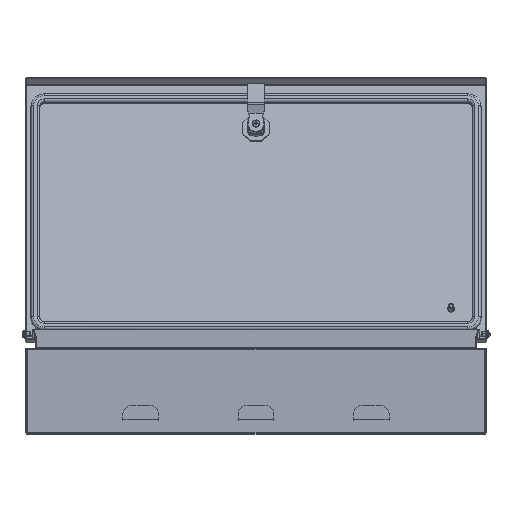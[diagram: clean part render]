
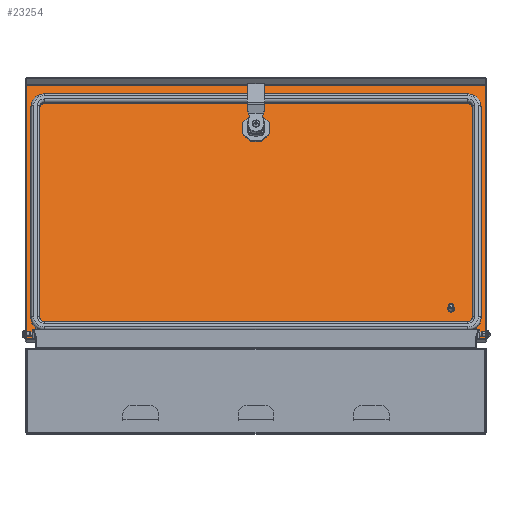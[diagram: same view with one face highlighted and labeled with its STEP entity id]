
A CAD part, left-side view. The second image highlights one B-rep face of the part: STEP entity #23254.
In plain terms, the highlighted face is planar.
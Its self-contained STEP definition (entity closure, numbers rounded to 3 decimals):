
#829 = CIRCLE ( 'NONE', #15088, 3.5 ) ;
#833 = DIRECTION ( 'NONE',  ( 0., 0., 1. ) ) ;
#1429 = EDGE_CURVE ( 'NONE', #21662, #7522, #17603, .T. ) ;
#1615 = DIRECTION ( 'NONE',  ( 0., 0., 1. ) ) ;
#1629 = VERTEX_POINT ( 'NONE', #5876 ) ;
#1676 = CARTESIAN_POINT ( 'NONE',  ( 40., -0.7, -480. ) ) ;
#1702 = EDGE_CURVE ( 'NONE', #11105, #28893, #17217, .T. ) ;
#1893 = VERTEX_POINT ( 'NONE', #7178 ) ;
#2367 = EDGE_CURVE ( 'NONE', #13140, #14684, #6831, .T. ) ;
#3053 = CARTESIAN_POINT ( 'NONE',  ( 261.5, -0.7, -269.75 ) ) ;
#3539 = EDGE_CURVE ( 'NONE', #1629, #9681, #29324, .T. ) ;
#3585 = DIRECTION ( 'NONE',  ( 0., -1., 0. ) ) ;
#3599 = CARTESIAN_POINT ( 'NONE',  ( 0., -0.7, -250.25 ) ) ;
#3646 = ORIENTED_EDGE ( 'NONE', *, *, #18772, .T. ) ;
#3667 = VECTOR ( 'NONE', #28583, 1000. ) ;
#3777 = DIRECTION ( 'NONE',  ( 0., 0., -1. ) ) ;
#3970 = DIRECTION ( 'NONE',  ( 0., 0., -1. ) ) ;
#4157 = PLANE ( 'NONE',  #26543 ) ;
#4537 = ORIENTED_EDGE ( 'NONE', *, *, #17998, .T. ) ;
#4853 = AXIS2_PLACEMENT_3D ( 'NONE', #17268, #3585, #19571 ) ;
#4935 = ORIENTED_EDGE ( 'NONE', *, *, #1702, .T. ) ;
#5367 = CARTESIAN_POINT ( 'NONE',  ( 308.3, -0.7, -518.3 ) ) ;
#5405 = EDGE_CURVE ( 'NONE', #10256, #25313, #27542, .T. ) ;
#5579 = CARTESIAN_POINT ( 'NONE',  ( 249., -0.7, -266.25 ) ) ;
#5649 = LINE ( 'NONE', #22618, #22484 ) ;
#5876 = CARTESIAN_POINT ( 'NONE',  ( 40., -0.7, -480.5 ) ) ;
#6453 = DIRECTION ( 'NONE',  ( 0., 1., 0. ) ) ;
#6602 = DIRECTION ( 'NONE',  ( 0., 0., 1. ) ) ;
#6660 = CARTESIAN_POINT ( 'NONE',  ( 0., -0.7, -269.75 ) ) ;
#6831 = LINE ( 'NONE', #6660, #18267 ) ;
#7126 = ORIENTED_EDGE ( 'NONE', *, *, #13811, .T. ) ;
#7178 = CARTESIAN_POINT ( 'NONE',  ( 245.5, -0.7, -253.75 ) ) ;
#7522 = VERTEX_POINT ( 'NONE', #18268 ) ;
#7571 = ORIENTED_EDGE ( 'NONE', *, *, #26538, .T. ) ;
#7873 = DIRECTION ( 'NONE',  ( 0., 0., 1. ) ) ;
#7952 = CARTESIAN_POINT ( 'NONE',  ( 308.3, -0.7, -0.877 ) ) ;
#8056 = ORIENTED_EDGE ( 'NONE', *, *, #1429, .F. ) ;
#8115 = ORIENTED_EDGE ( 'NONE', *, *, #22562, .T. ) ;
#8186 = DIRECTION ( 'NONE',  ( 0., 1., 0. ) ) ;
#8512 = FACE_BOUND ( 'NONE', #23976, .T. ) ;
#8544 = VECTOR ( 'NONE', #21897, 1000. ) ;
#8806 = VERTEX_POINT ( 'NONE', #25013 ) ;
#8929 = VECTOR ( 'NONE', #9946, 1000. ) ;
#8995 = VERTEX_POINT ( 'NONE', #5367 ) ;
#9217 = FACE_BOUND ( 'NONE', #23631, .T. ) ;
#9681 = VERTEX_POINT ( 'NONE', #10502 ) ;
#9733 = LINE ( 'NONE', #7952, #3667 ) ;
#9805 = ORIENTED_EDGE ( 'NONE', *, *, #21305, .F. ) ;
#9940 = CIRCLE ( 'NONE', #25194, 3.5 ) ;
#9946 = DIRECTION ( 'NONE',  ( -1., 0., 0. ) ) ;
#10256 = VERTEX_POINT ( 'NONE', #19959 ) ;
#10413 = VECTOR ( 'NONE', #3777, 1000. ) ;
#10502 = CARTESIAN_POINT ( 'NONE',  ( 40., -0.7, -479.5 ) ) ;
#10621 = CARTESIAN_POINT ( 'NONE',  ( 261.5, -0.7, -250.25 ) ) ;
#10854 = AXIS2_PLACEMENT_3D ( 'NONE', #5579, #21556, #7873 ) ;
#11087 = CIRCLE ( 'NONE', #10854, 3.5 ) ;
#11105 = VERTEX_POINT ( 'NONE', #19650 ) ;
#11256 = DIRECTION ( 'NONE',  ( -1., 0., 0. ) ) ;
#11614 = VECTOR ( 'NONE', #12930, 1000. ) ;
#12180 = EDGE_CURVE ( 'NONE', #28949, #21662, #5649, .T. ) ;
#12930 = DIRECTION ( 'NONE',  ( 0., 0., 1. ) ) ;
#13140 = VERTEX_POINT ( 'NONE', #3053 ) ;
#13811 = EDGE_CURVE ( 'NONE', #25313, #11105, #22747, .T. ) ;
#13969 = DIRECTION ( 'NONE',  ( 1., 0., 0. ) ) ;
#14444 = CARTESIAN_POINT ( 'NONE',  ( 309.123, -0.7, -518.3 ) ) ;
#14558 = DIRECTION ( 'NONE',  ( 0., 1., 0. ) ) ;
#14684 = VERTEX_POINT ( 'NONE', #15899 ) ;
#15088 = AXIS2_PLACEMENT_3D ( 'NONE', #29032, #15320, #1615 ) ;
#15137 = CARTESIAN_POINT ( 'NONE',  ( 245.5, -0.7, 0. ) ) ;
#15320 = DIRECTION ( 'NONE',  ( 0., 1., 0. ) ) ;
#15446 = CARTESIAN_POINT ( 'NONE',  ( 0., -0.7, 0. ) ) ;
#15899 = CARTESIAN_POINT ( 'NONE',  ( 249., -0.7, -269.75 ) ) ;
#16392 = EDGE_CURVE ( 'NONE', #9681, #1629, #26925, .T. ) ;
#17071 = CARTESIAN_POINT ( 'NONE',  ( 1.7, -0.7, -518.3 ) ) ;
#17217 = LINE ( 'NONE', #17482, #10413 ) ;
#17268 = CARTESIAN_POINT ( 'NONE',  ( 40., -0.7, -480. ) ) ;
#17482 = CARTESIAN_POINT ( 'NONE',  ( 265., -0.7, 0. ) ) ;
#17603 = LINE ( 'NONE', #25426, #22255 ) ;
#17677 = DIRECTION ( 'NONE',  ( 0., -1., 0. ) ) ;
#17705 = LINE ( 'NONE', #15137, #11614 ) ;
#17998 = EDGE_CURVE ( 'NONE', #14684, #8806, #11087, .T. ) ;
#18267 = VECTOR ( 'NONE', #11256, 1000. ) ;
#18268 = CARTESIAN_POINT ( 'NONE',  ( 308.3, -0.7, -1.7 ) ) ;
#18304 = ORIENTED_EDGE ( 'NONE', *, *, #27505, .F. ) ;
#18547 = ORIENTED_EDGE ( 'NONE', *, *, #2367, .T. ) ;
#18772 = EDGE_CURVE ( 'NONE', #8806, #1893, #17705, .T. ) ;
#18888 = AXIS2_PLACEMENT_3D ( 'NONE', #1676, #17677, #3970 ) ;
#19571 = DIRECTION ( 'NONE',  ( 0., 0., -1. ) ) ;
#19650 = CARTESIAN_POINT ( 'NONE',  ( 265., -0.7, -253.75 ) ) ;
#19959 = CARTESIAN_POINT ( 'NONE',  ( 249., -0.7, -250.25 ) ) ;
#20540 = ORIENTED_EDGE ( 'NONE', *, *, #12180, .F. ) ;
#21069 = CARTESIAN_POINT ( 'NONE',  ( 265., -0.7, -266.25 ) ) ;
#21096 = ORIENTED_EDGE ( 'NONE', *, *, #5405, .T. ) ;
#21097 = LINE ( 'NONE', #14444, #8929 ) ;
#21305 = EDGE_CURVE ( 'NONE', #8995, #28949, #21097, .T. ) ;
#21556 = DIRECTION ( 'NONE',  ( 0., 1., 0. ) ) ;
#21662 = VERTEX_POINT ( 'NONE', #24759 ) ;
#21886 = CARTESIAN_POINT ( 'NONE',  ( 261.5, -0.7, -266.25 ) ) ;
#21897 = DIRECTION ( 'NONE',  ( 1., 0., 0. ) ) ;
#22255 = VECTOR ( 'NONE', #13969, 1000. ) ;
#22464 = DIRECTION ( 'NONE',  ( 0., 0., 1. ) ) ;
#22484 = VECTOR ( 'NONE', #6602, 1000. ) ;
#22562 = EDGE_CURVE ( 'NONE', #28893, #13140, #9940, .T. ) ;
#22618 = CARTESIAN_POINT ( 'NONE',  ( 1.7, -0.7, -519.123 ) ) ;
#22747 = CIRCLE ( 'NONE', #29216, 3.5 ) ;
#23254 = ADVANCED_FACE ( 'NONE', ( #8512, #9217, #26786 ), #4157, .F. ) ;
#23631 = EDGE_LOOP ( 'NONE', ( #4935, #8115, #18547, #4537, #3646, #7571, #21096, #7126 ) ) ;
#23809 = ORIENTED_EDGE ( 'NONE', *, *, #16392, .F. ) ;
#23976 = EDGE_LOOP ( 'NONE', ( #28017, #23809 ) ) ;
#24198 = DIRECTION ( 'NONE',  ( 0., 0., 1. ) ) ;
#24759 = CARTESIAN_POINT ( 'NONE',  ( 1.7, -0.7, -1.7 ) ) ;
#25013 = CARTESIAN_POINT ( 'NONE',  ( 245.5, -0.7, -266.25 ) ) ;
#25194 = AXIS2_PLACEMENT_3D ( 'NONE', #21886, #8186, #24198 ) ;
#25313 = VERTEX_POINT ( 'NONE', #10621 ) ;
#25404 = EDGE_LOOP ( 'NONE', ( #9805, #18304, #8056, #20540 ) ) ;
#25426 = CARTESIAN_POINT ( 'NONE',  ( 0.877, -0.7, -1.7 ) ) ;
#26538 = EDGE_CURVE ( 'NONE', #1893, #10256, #829, .T. ) ;
#26543 = AXIS2_PLACEMENT_3D ( 'NONE', #15446, #6453, #22464 ) ;
#26786 = FACE_OUTER_BOUND ( 'NONE', #25404, .T. ) ;
#26925 = CIRCLE ( 'NONE', #18888, 0.5 ) ;
#27505 = EDGE_CURVE ( 'NONE', #7522, #8995, #9733, .T. ) ;
#27542 = LINE ( 'NONE', #3599, #8544 ) ;
#28017 = ORIENTED_EDGE ( 'NONE', *, *, #3539, .F. ) ;
#28276 = CARTESIAN_POINT ( 'NONE',  ( 261.5, -0.7, -253.75 ) ) ;
#28583 = DIRECTION ( 'NONE',  ( 0., 0., -1. ) ) ;
#28893 = VERTEX_POINT ( 'NONE', #21069 ) ;
#28949 = VERTEX_POINT ( 'NONE', #17071 ) ;
#29032 = CARTESIAN_POINT ( 'NONE',  ( 249., -0.7, -253.75 ) ) ;
#29216 = AXIS2_PLACEMENT_3D ( 'NONE', #28276, #14558, #833 ) ;
#29324 = CIRCLE ( 'NONE', #4853, 0.5 ) ;
